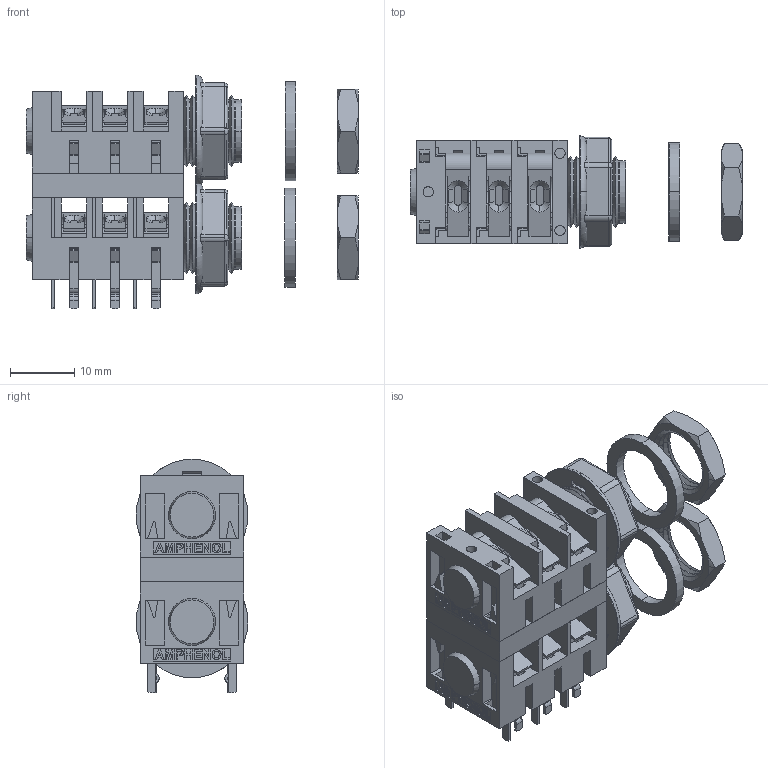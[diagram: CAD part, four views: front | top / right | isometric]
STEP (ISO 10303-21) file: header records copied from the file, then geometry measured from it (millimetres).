
FILE_DESCRIPTION((''),'2;1');
FILE_NAME('ACJS-MHDC.stp','2009-08-10T14:42:23',(''),(''),'Mechanical Desktop 2006','Mechanical Desktop 2006',', , ');
FILE_SCHEMA(('CONFIG_CONTROL_DESIGN'));
Length unit declared in the file: millimetre
Products named in the file (21): 55010589000220; 53480012531115; PART1AA; 50300030331112; PART1AAAAAAA; 50300027331113; PART1AAAAAA; 50300026BENDISS2; PART2A; 52770001901111; PART1; 52170032531110; PART1A; 52170017331110; PART1AAAA; 50110008531110; PART1AAA; 50300029331113; PART1AAAAA; 50300028BENDISS1; PART2
Assembly tree (33 placements, depth 3):
  55010589000220
    53480012531115  x2
      PART1AA
    50300030331112  x2
      PART1AAAAAAA
    50300027331113  x3
      PART1AAAAAA
    50300026BENDISS2  x3
      PART2A
    52770001901111  x2
      PART1
    52170032531110  x2
      PART1A
    52170017331110  x2
      PART1AAAA
    50110008531110
      PART1AAA
    50300029331113  x3
      PART1AAAAA
    50300028BENDISS1  x3
      PART2
Bounding box: 51.5 x 17.35 x 36.23 mm (x, y, z)
Volume: 8600 mm3; surface area: 15440.3 mm2
Topology: 23 solids, 23 shells, 1848 faces, 4975 edges, 3271 vertices
Faces by surface type: plane 1112, cylinder 442, cone 208, bspline 78, torus 8
Entity records: 29509 total; most frequent: CARTESIAN_POINT 7098, ORIENTED_EDGE 4654, DIRECTION 4418, EDGE_CURVE 2327, VECTOR 1740, LINE 1740, VERTEX_POINT 1490, AXIS2_PLACEMENT_3D 1339
